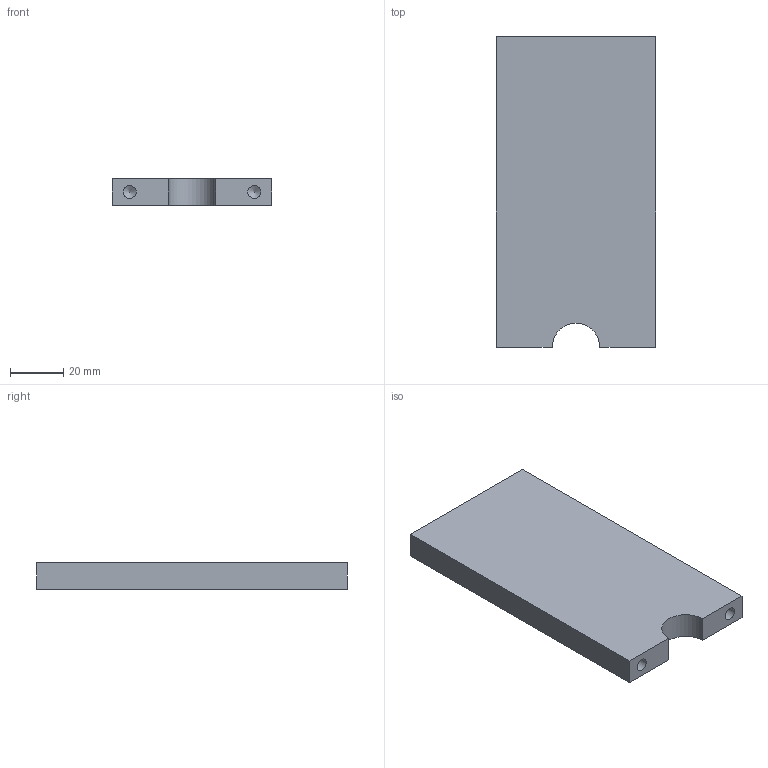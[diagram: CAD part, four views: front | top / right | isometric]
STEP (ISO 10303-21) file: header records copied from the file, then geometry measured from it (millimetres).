
FILE_DESCRIPTION(/* description */ (''),/* implementation_level */ '2;1');
FILE_NAME(/* name */ 'post_bottom.stp',/* time_stamp */ '2024-11-10T21:52:00+01:00',/* author */ ('Andreas Weber'),/* organization */ (''),/* preprocessor_version */ 'ST-DEVELOPER v19.2',/* originating_system */ 'Autodesk Inventor 2024',/* authorisation */ '');
FILE_SCHEMA (('AUTOMOTIVE_DESIGN { 1 0 10303 214 3 1 1 }'));
Length unit declared in the file: millimetre
Products named in the file (1): Steher oben Rohr
Bounding box: 60 x 117 x 10 mm (x, y, z)
Volume: 68263.3 mm3; surface area: 17959.8 mm2
Topology: 1 solids, 1 shells, 12 faces, 28 edges, 18 vertices
Faces by surface type: plane 7, cylinder 3, cone 2
Full cylindrical faces by diameter (mm): 4.917 x2
Entity records: 375 total; most frequent: DIRECTION 58, CARTESIAN_POINT 57, ORIENTED_EDGE 52, EDGE_CURVE 26, LINE 20, VECTOR 20, AXIS2_PLACEMENT_3D 19, VERTEX_POINT 18
